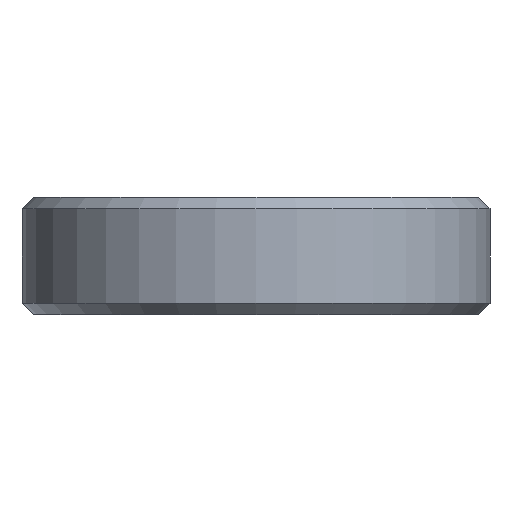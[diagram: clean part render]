
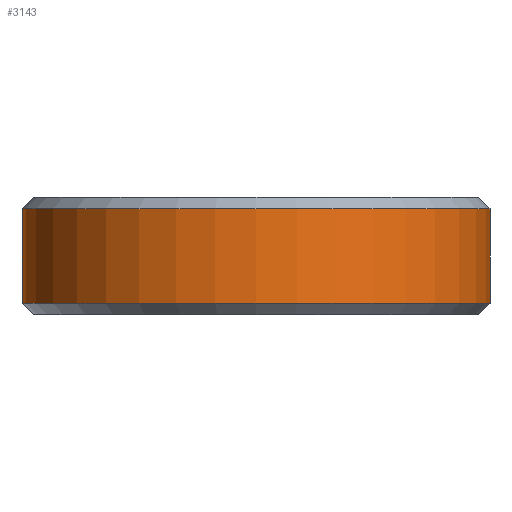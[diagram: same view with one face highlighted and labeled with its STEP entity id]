
A CAD part, left-side view. The second image highlights one B-rep face of the part: STEP entity #3143.
In plain terms, the highlighted cylindrical face has radius 6.25 mm (diameter 12.5 mm), a partial arc.
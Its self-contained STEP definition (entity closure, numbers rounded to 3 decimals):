
#382 = CONICAL_SURFACE('',#383,6.25,0.785);
#383 = AXIS2_PLACEMENT_3D('',#384,#385,#386);
#384 = CARTESIAN_POINT('',(0.,0.,0.3));
#385 = DIRECTION('',(0.,0.,1.));
#386 = DIRECTION('',(0.,1.,0.));
#1656 = VERTEX_POINT('',#1657);
#1657 = CARTESIAN_POINT('',(0.,-6.25,0.3));
#1692 = PLANE('',#1693);
#1693 = AXIS2_PLACEMENT_3D('',#1694,#1695,#1696);
#1694 = CARTESIAN_POINT('',(200.,-6.25,0.));
#1695 = DIRECTION('',(0.,-1.,0.));
#1696 = DIRECTION('',(-1.,0.,0.));
#1710 = VERTEX_POINT('',#1711);
#1711 = CARTESIAN_POINT('',(0.,6.25,0.3));
#1731 = EDGE_CURVE('',#1710,#1656,#1732,.T.);
#1732 = SURFACE_CURVE('',#1733,(#1738,#1745),.PCURVE_S1.);
#1733 = CIRCLE('',#1734,6.25);
#1734 = AXIS2_PLACEMENT_3D('',#1735,#1736,#1737);
#1735 = CARTESIAN_POINT('',(0.,0.,0.3));
#1736 = DIRECTION('',(0.,-0.,1.));
#1737 = DIRECTION('',(0.,1.,0.));
#1738 = PCURVE('',#382,#1739);
#1739 = DEFINITIONAL_REPRESENTATION('',(#1740),#1744);
#1740 = LINE('',#1741,#1742);
#1741 = CARTESIAN_POINT('',(0.,-0.));
#1742 = VECTOR('',#1743,1.);
#1743 = DIRECTION('',(1.,-0.));
#1744 = ( GEOMETRIC_REPRESENTATION_CONTEXT(2) 
PARAMETRIC_REPRESENTATION_CONTEXT() REPRESENTATION_CONTEXT('2D SPACE',''
  ) );
#1745 = PCURVE('',#1746,#1751);
#1746 = CYLINDRICAL_SURFACE('',#1747,6.25);
#1747 = AXIS2_PLACEMENT_3D('',#1748,#1749,#1750);
#1748 = CARTESIAN_POINT('',(0.,0.,0.));
#1749 = DIRECTION('',(-0.,-0.,-1.));
#1750 = DIRECTION('',(1.,0.,0.));
#1751 = DEFINITIONAL_REPRESENTATION('',(#1752),#1756);
#1752 = LINE('',#1753,#1754);
#1753 = CARTESIAN_POINT('',(-1.571,-0.3));
#1754 = VECTOR('',#1755,1.);
#1755 = DIRECTION('',(-1.,0.));
#1756 = ( GEOMETRIC_REPRESENTATION_CONTEXT(2) 
PARAMETRIC_REPRESENTATION_CONTEXT() REPRESENTATION_CONTEXT('2D SPACE',''
  ) );
#1778 = PLANE('',#1779);
#1779 = AXIS2_PLACEMENT_3D('',#1780,#1781,#1782);
#1780 = CARTESIAN_POINT('',(200.,6.25,0.));
#1781 = DIRECTION('',(0.,-1.,0.));
#1782 = DIRECTION('',(-1.,0.,0.));
#3095 = VERTEX_POINT('',#3096);
#3096 = CARTESIAN_POINT('',(0.,-6.25,2.825));
#3122 = EDGE_CURVE('',#1656,#3095,#3123,.T.);
#3123 = SURFACE_CURVE('',#3124,(#3128,#3135),.PCURVE_S1.);
#3124 = LINE('',#3125,#3126);
#3125 = CARTESIAN_POINT('',(0.,-6.25,0.));
#3126 = VECTOR('',#3127,1.);
#3127 = DIRECTION('',(0.,0.,1.));
#3128 = PCURVE('',#1692,#3129);
#3129 = DEFINITIONAL_REPRESENTATION('',(#3130),#3134);
#3130 = LINE('',#3131,#3132);
#3131 = CARTESIAN_POINT('',(200.,0.));
#3132 = VECTOR('',#3133,1.);
#3133 = DIRECTION('',(0.,-1.));
#3134 = ( GEOMETRIC_REPRESENTATION_CONTEXT(2) 
PARAMETRIC_REPRESENTATION_CONTEXT() REPRESENTATION_CONTEXT('2D SPACE',''
  ) );
#3135 = PCURVE('',#1746,#3136);
#3136 = DEFINITIONAL_REPRESENTATION('',(#3137),#3141);
#3137 = LINE('',#3138,#3139);
#3138 = CARTESIAN_POINT('',(-4.712,0.));
#3139 = VECTOR('',#3140,1.);
#3140 = DIRECTION('',(-0.,-1.));
#3141 = ( GEOMETRIC_REPRESENTATION_CONTEXT(2) 
PARAMETRIC_REPRESENTATION_CONTEXT() REPRESENTATION_CONTEXT('2D SPACE',''
  ) );
#3143 = ADVANCED_FACE('',(#3144),#1746,.T.);
#3144 = FACE_BOUND('',#3145,.F.);
#3145 = EDGE_LOOP('',(#3146,#3169,#3196,#3197));
#3146 = ORIENTED_EDGE('',*,*,#3147,.T.);
#3147 = EDGE_CURVE('',#1710,#3148,#3150,.T.);
#3148 = VERTEX_POINT('',#3149);
#3149 = CARTESIAN_POINT('',(0.,6.25,2.825));
#3150 = SURFACE_CURVE('',#3151,(#3155,#3162),.PCURVE_S1.);
#3151 = LINE('',#3152,#3153);
#3152 = CARTESIAN_POINT('',(0.,6.25,0.));
#3153 = VECTOR('',#3154,1.);
#3154 = DIRECTION('',(0.,0.,1.));
#3155 = PCURVE('',#1746,#3156);
#3156 = DEFINITIONAL_REPRESENTATION('',(#3157),#3161);
#3157 = LINE('',#3158,#3159);
#3158 = CARTESIAN_POINT('',(-1.571,0.));
#3159 = VECTOR('',#3160,1.);
#3160 = DIRECTION('',(-0.,-1.));
#3161 = ( GEOMETRIC_REPRESENTATION_CONTEXT(2) 
PARAMETRIC_REPRESENTATION_CONTEXT() REPRESENTATION_CONTEXT('2D SPACE',''
  ) );
#3162 = PCURVE('',#1778,#3163);
#3163 = DEFINITIONAL_REPRESENTATION('',(#3164),#3168);
#3164 = LINE('',#3165,#3166);
#3165 = CARTESIAN_POINT('',(200.,0.));
#3166 = VECTOR('',#3167,1.);
#3167 = DIRECTION('',(0.,-1.));
#3168 = ( GEOMETRIC_REPRESENTATION_CONTEXT(2) 
PARAMETRIC_REPRESENTATION_CONTEXT() REPRESENTATION_CONTEXT('2D SPACE',''
  ) );
#3169 = ORIENTED_EDGE('',*,*,#3170,.T.);
#3170 = EDGE_CURVE('',#3148,#3095,#3171,.T.);
#3171 = SURFACE_CURVE('',#3172,(#3177,#3184),.PCURVE_S1.);
#3172 = CIRCLE('',#3173,6.25);
#3173 = AXIS2_PLACEMENT_3D('',#3174,#3175,#3176);
#3174 = CARTESIAN_POINT('',(0.,0.,2.825));
#3175 = DIRECTION('',(0.,-0.,1.));
#3176 = DIRECTION('',(0.,1.,0.));
#3177 = PCURVE('',#1746,#3178);
#3178 = DEFINITIONAL_REPRESENTATION('',(#3179),#3183);
#3179 = LINE('',#3180,#3181);
#3180 = CARTESIAN_POINT('',(-1.571,-2.825));
#3181 = VECTOR('',#3182,1.);
#3182 = DIRECTION('',(-1.,0.));
#3183 = ( GEOMETRIC_REPRESENTATION_CONTEXT(2) 
PARAMETRIC_REPRESENTATION_CONTEXT() REPRESENTATION_CONTEXT('2D SPACE',''
  ) );
#3184 = PCURVE('',#3185,#3190);
#3185 = CONICAL_SURFACE('',#3186,6.25,0.785);
#3186 = AXIS2_PLACEMENT_3D('',#3187,#3188,#3189);
#3187 = CARTESIAN_POINT('',(0.,0.,2.825));
#3188 = DIRECTION('',(-0.,-0.,-1.));
#3189 = DIRECTION('',(0.,1.,0.));
#3190 = DEFINITIONAL_REPRESENTATION('',(#3191),#3195);
#3191 = LINE('',#3192,#3193);
#3192 = CARTESIAN_POINT('',(-0.,-0.));
#3193 = VECTOR('',#3194,1.);
#3194 = DIRECTION('',(-1.,-0.));
#3195 = ( GEOMETRIC_REPRESENTATION_CONTEXT(2) 
PARAMETRIC_REPRESENTATION_CONTEXT() REPRESENTATION_CONTEXT('2D SPACE',''
  ) );
#3196 = ORIENTED_EDGE('',*,*,#3122,.F.);
#3197 = ORIENTED_EDGE('',*,*,#1731,.F.);
